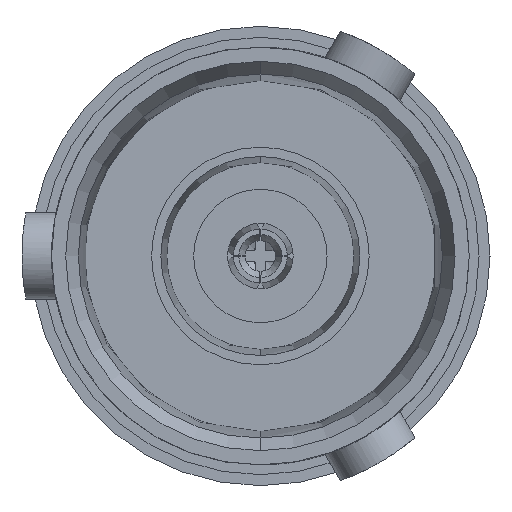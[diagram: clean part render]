
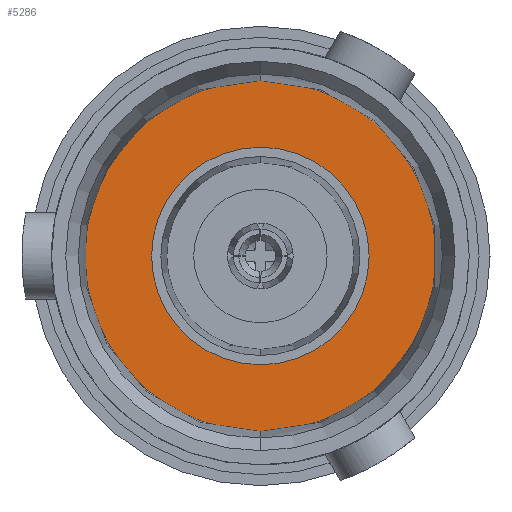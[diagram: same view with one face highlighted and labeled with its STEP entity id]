
A CAD part, left-side view. The second image highlights one B-rep face of the part: STEP entity #5286.
In plain terms, the highlighted planar face has unit normal (-1, 0, 0).
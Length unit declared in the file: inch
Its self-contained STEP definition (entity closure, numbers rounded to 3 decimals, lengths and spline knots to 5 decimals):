
#281 = FACE_BOUND ( 'NONE', #2563, .T. ) ;
#318 = CARTESIAN_POINT ( 'NONE',  ( -0.31067, 0., 0. ) ) ;
#626 = AXIS2_PLACEMENT_3D ( 'NONE', #3941, #5275, #2542 ) ;
#701 = VERTEX_POINT ( 'NONE', #4040 ) ;
#952 = CARTESIAN_POINT ( 'NONE',  ( -0.31067, 0., -0.1605 ) ) ;
#1011 = AXIS2_PLACEMENT_3D ( 'NONE', #318, #5739, #3975 ) ;
#1043 = CARTESIAN_POINT ( 'NONE',  ( -0.31067, 0., 0. ) ) ;
#1564 = EDGE_LOOP ( 'NONE', ( #2334, #2357 ) ) ;
#1895 = ORIENTED_EDGE ( 'NONE', *, *, #3145, .F. ) ;
#1982 = ORIENTED_EDGE ( 'NONE', *, *, #5003, .F. ) ;
#2334 = ORIENTED_EDGE ( 'NONE', *, *, #5804, .T. ) ;
#2340 = CIRCLE ( 'NONE', #3117, 0.0995 ) ;
#2357 = ORIENTED_EDGE ( 'NONE', *, *, #4118, .T. ) ;
#2439 = AXIS2_PLACEMENT_3D ( 'NONE', #1043, #5653, #2949 ) ;
#2449 = DIRECTION ( 'NONE',  ( -1., 0., 0. ) ) ;
#2460 = CIRCLE ( 'NONE', #5428, 0.1605 ) ;
#2537 = CIRCLE ( 'NONE', #2439, 0.1605 ) ;
#2542 = DIRECTION ( 'NONE',  ( 0., 0., -1. ) ) ;
#2563 = EDGE_LOOP ( 'NONE', ( #1982, #1895 ) ) ;
#2727 = VERTEX_POINT ( 'NONE', #952 ) ;
#2949 = DIRECTION ( 'NONE',  ( 0., 0., 1. ) ) ;
#3117 = AXIS2_PLACEMENT_3D ( 'NONE', #5669, #2449, #5274 ) ;
#3128 = CARTESIAN_POINT ( 'NONE',  ( -0.31067, 0., 0. ) ) ;
#3144 = CIRCLE ( 'NONE', #1011, 0.0995 ) ;
#3145 = EDGE_CURVE ( 'NONE', #5620, #5798, #2340, .T. ) ;
#3512 = PLANE ( 'NONE',  #626 ) ;
#3637 = CARTESIAN_POINT ( 'NONE',  ( -0.31067, 0., 0.0995 ) ) ;
#3941 = CARTESIAN_POINT ( 'NONE',  ( -0.31067, 0.1605, 0. ) ) ;
#3975 = DIRECTION ( 'NONE',  ( 0., 0., 1. ) ) ;
#3998 = FACE_OUTER_BOUND ( 'NONE', #1564, .T. ) ;
#4040 = CARTESIAN_POINT ( 'NONE',  ( -0.31067, 0., 0.1605 ) ) ;
#4048 = CARTESIAN_POINT ( 'NONE',  ( -0.31067, 0., -0.0995 ) ) ;
#4118 = EDGE_CURVE ( 'NONE', #2727, #701, #2537, .T. ) ;
#5003 = EDGE_CURVE ( 'NONE', #5798, #5620, #3144, .T. ) ;
#5032 = DIRECTION ( 'NONE',  ( 0., 0., 1. ) ) ;
#5274 = DIRECTION ( 'NONE',  ( 0., 0., 1. ) ) ;
#5275 = DIRECTION ( 'NONE',  ( 1., 0., 0. ) ) ;
#5286 = ADVANCED_FACE ( 'NONE', ( #281, #3998 ), #3512, .F. ) ;
#5428 = AXIS2_PLACEMENT_3D ( 'NONE', #3128, #5458, #5032 ) ;
#5458 = DIRECTION ( 'NONE',  ( -1., 0., 0. ) ) ;
#5620 = VERTEX_POINT ( 'NONE', #4048 ) ;
#5653 = DIRECTION ( 'NONE',  ( -1., 0., 0. ) ) ;
#5669 = CARTESIAN_POINT ( 'NONE',  ( -0.31067, 0., 0. ) ) ;
#5739 = DIRECTION ( 'NONE',  ( -1., 0., 0. ) ) ;
#5798 = VERTEX_POINT ( 'NONE', #3637 ) ;
#5804 = EDGE_CURVE ( 'NONE', #701, #2727, #2460, .T. ) ;
